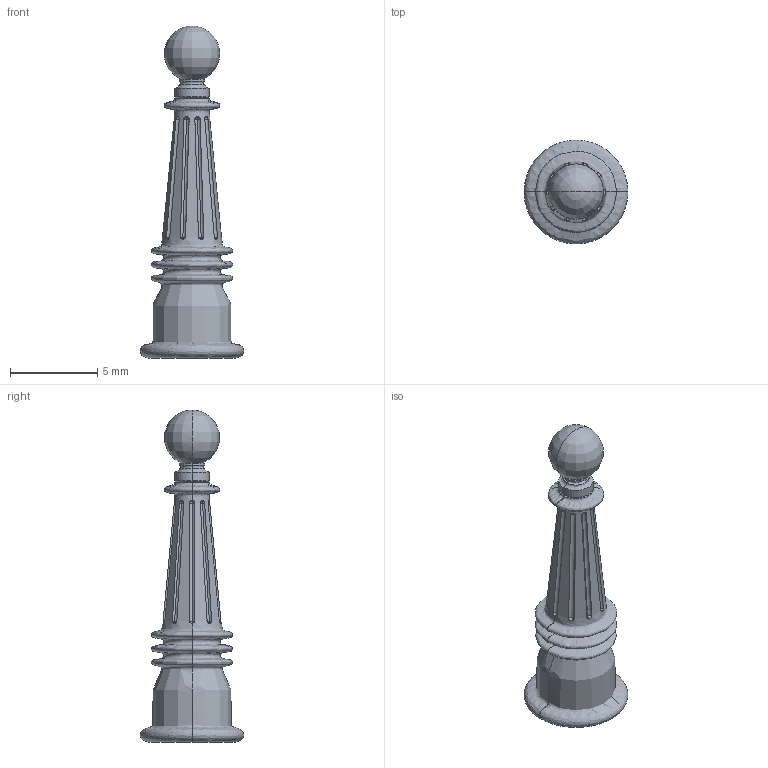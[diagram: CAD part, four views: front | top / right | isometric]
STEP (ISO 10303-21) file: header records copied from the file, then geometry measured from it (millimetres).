
FILE_DESCRIPTION(/* description */ (''),/* implementation_level */ '2;1');
FILE_NAME(/* name */ 'scale decorative bollard v2',/* time_stamp */ '2025-04-16T16:40:20-04:00',/* author */ (''),/* organization */ (''),/* preprocessor_version */ 'ST-DEVELOPER v19.2',/* originating_system */ 'Rhino 8.18',/* authorisation */ '');
FILE_SCHEMA (('CONFIG_CONTROL_DESIGN'));
Length unit declared in the file: inch
Products named in the file (1): Document
Bounding box: 5.95 x 5.95 x 19.05 mm (x, y, z)
Volume: 149.7 mm3; surface area: 291 mm2
Topology: 1 solids, 1 shells, 63 faces, 173 edges, 89 vertices
Faces by surface type: bspline 55, plane 4, cylinder 4
Entity records: 4380 total; most frequent: CARTESIAN_POINT 3383, ORIENTED_EDGE 282, EDGE_CURVE 141, VERTEX_POINT 89, EDGE_LOOP 72, ADVANCED_FACE 63, FACE_OUTER_BOUND 63, B_SPLINE_CURVE_WITH_KNOTS 60
